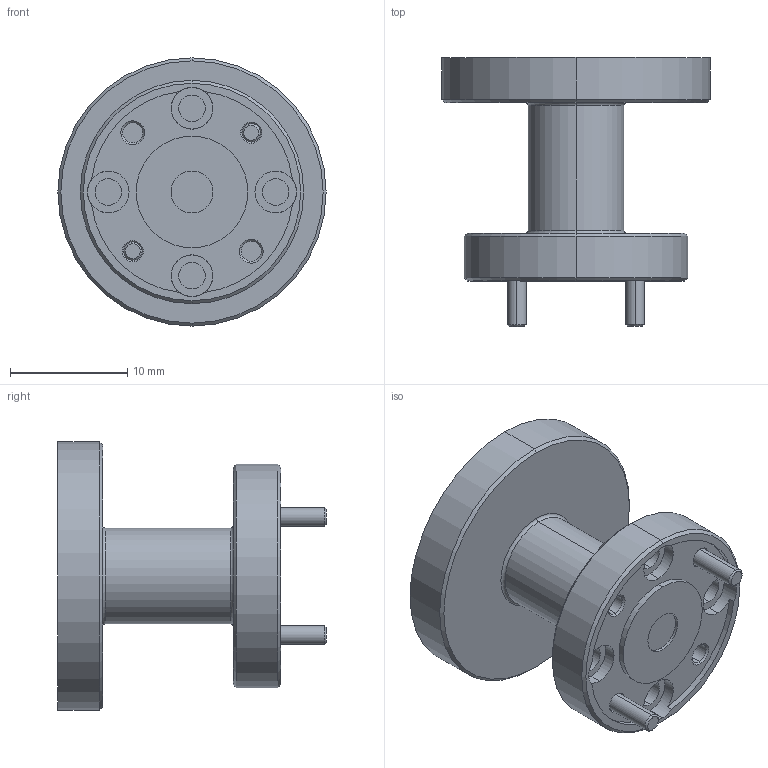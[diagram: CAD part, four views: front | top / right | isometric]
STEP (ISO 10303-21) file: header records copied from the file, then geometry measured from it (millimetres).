
FILE_DESCRIPTION (( 'STEP AP203' ), '1' );
FILE_NAME ('AH-CE10-141-A.STEP', '2023-06-07T19:11:09', ( '' ), ( '' ), 'SwSTEP 2.0', 'SolidWorks 2021', '' );
FILE_SCHEMA (( 'CONFIG_CONTROL_DESIGN' ));
Length unit declared in the file: inch
Products named in the file (1): AH-CE10-141-A
Bounding box: 22.89 x 22.92 x 22.89 mm (x, y, z)
Volume: 3143 mm3; surface area: 2329.5 mm2
Topology: 3 solids, 3 shells, 83 faces, 190 edges, 118 vertices
Faces by surface type: cylinder 42, cone 22, plane 15, torus 4
Entity records: 2485 total; most frequent: DIRECTION 480, CARTESIAN_POINT 392, ORIENTED_EDGE 380, AXIS2_PLACEMENT_3D 206, EDGE_CURVE 190, CIRCLE 122, VERTEX_POINT 118, EDGE_LOOP 104
